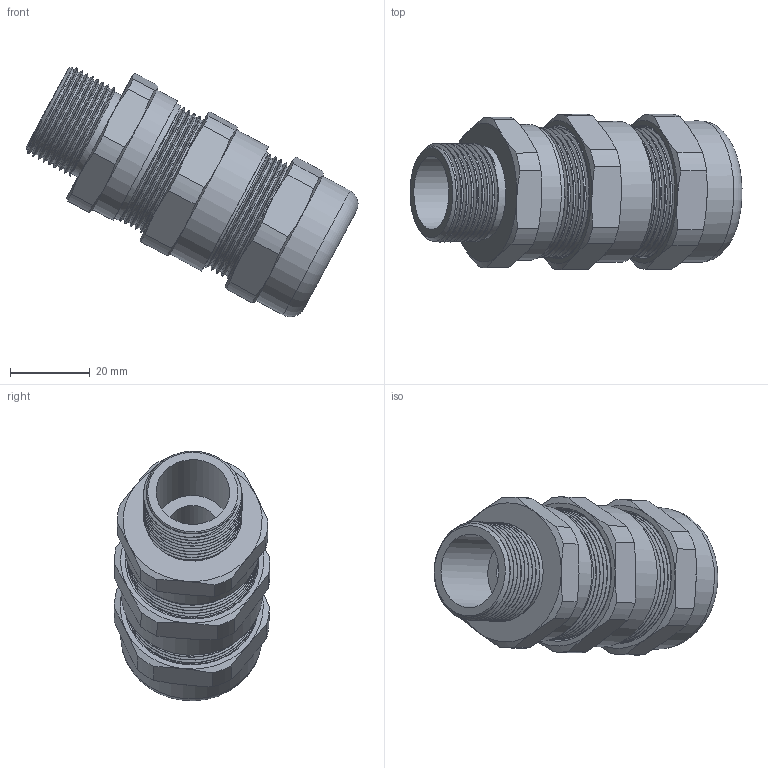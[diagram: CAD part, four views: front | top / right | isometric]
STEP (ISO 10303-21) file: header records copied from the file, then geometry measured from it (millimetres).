
FILE_DESCRIPTION(/* description */ ('RAD Ex M 25x1,5'),/* implementation_level */ '2;1');
FILE_NAME(/* name */ 'RAD25KNP-RST.stp',/* time_stamp */ '2021-07-21T11:30:54+02:00',/* author */ ('sl'),/* organization */ (''),/* preprocessor_version */ 'ST-DEVELOPER v16.5',/* originating_system */ 'Autodesk Inventor 2017',/* authorisation */ '');
FILE_SCHEMA (('AUTOMOTIVE_DESIGN { 1 0 10303 214 3 1 1 }'));
Length unit declared in the file: millimetre
Products named in the file (9): RAD25KNP; RAD25KNP_1; RAD25KNP_2; RAD25KNP_3; RAD25KNP_4; RAD25KNP_5; RAD25KNP_6; RAD25KNP_7; RAD25KNP_8
Assembly tree (8 placements, depth 2):
  RAD25KNP
    RAD25KNP_1
    RAD25KNP_2
    RAD25KNP_3
    RAD25KNP_4
    RAD25KNP_5
    RAD25KNP_6
    RAD25KNP_7
    RAD25KNP_8
Bounding box: 83.48 x 39.16 x 62.73 mm (x, y, z)
Volume: 42875.7 mm3; surface area: 33704.2 mm2
Topology: 8 solids, 8 shells, 207 faces, 479 edges, 300 vertices
Faces by surface type: cylinder 84, cone 52, plane 51, bspline 10, torus 10
Full cylindrical faces by diameter (mm): 12.76 x1, 18.5 x1, 19.1 x1, 19.56 x1, 23.308 x9, 24.51 x1, 24.93 x1, 25.13 x1, 26.84 x1, 28.52 x1, 28.56 x1, 28.66 x1, 30.02 x1, 30.76 x2, 31.23 x1, 31.41 x8, 31.5 x8, 32.76 x6, 32.78 x7, 34.19 x1, 35.52 x1, 35.55 x1
Entity records: 11673 total; most frequent: CARTESIAN_POINT 8152, DIRECTION 710, ORIENTED_EDGE 618, AXIS2_PLACEMENT_3D 337, EDGE_CURVE 309, EDGE_LOOP 246, VERTEX_POINT 217, FACE_OUTER_BOUND 169
